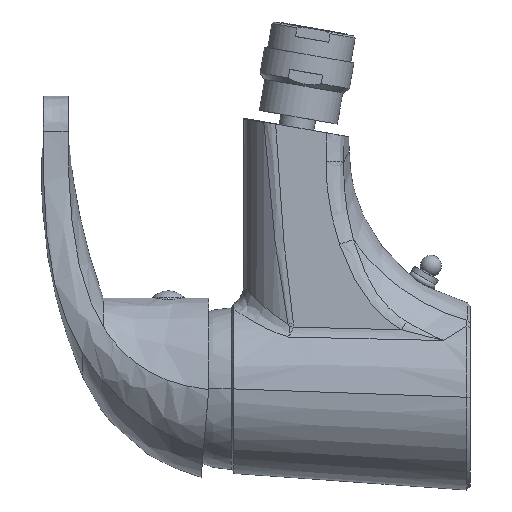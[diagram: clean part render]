
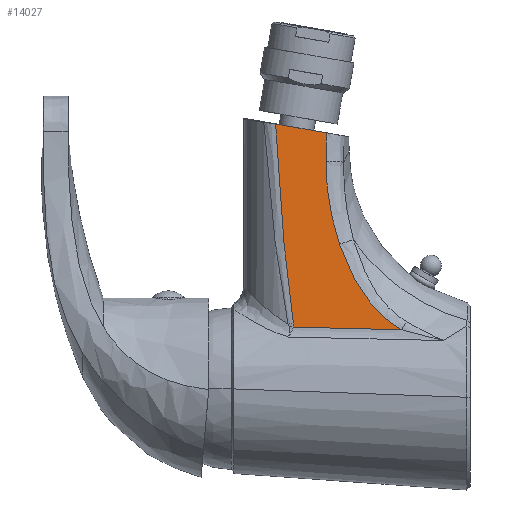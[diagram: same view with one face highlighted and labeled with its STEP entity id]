
A CAD part, left-side view. The second image highlights one B-rep face of the part: STEP entity #14027.
In plain terms, the highlighted planar face has unit normal (-0.998, 0.035, 0.052).
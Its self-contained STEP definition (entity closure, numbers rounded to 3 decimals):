
#2712=CARTESIAN_POINT('',(-18.229,51.409,20.032));
#2726=CARTESIAN_POINT('',(-19.346,20.548,19.292));
#3147=DIRECTION('',(-0.043,-0.984,-0.173));
#3148=VECTOR('',#3147,14.691);
#3149=CARTESIAN_POINT('',(-15.02,56.441,77.88));
#3150=LINE('',#3149,#3148);
#3151=CARTESIAN_POINT('',(-15.659,41.987,75.331));
#3152=CARTESIAN_POINT('',(-15.705,41.999,74.43));
#3153=CARTESIAN_POINT('',(-15.799,42.023,72.628));
#3154=CARTESIAN_POINT('',(-15.94,42.058,69.927));
#3155=CARTESIAN_POINT('',(-16.033,42.083,68.127));
#3156=CARTESIAN_POINT('',(-16.08,42.095,67.227));
#3158=CARTESIAN_POINT('',(-16.08,42.095,67.227));
#3159=CARTESIAN_POINT('',(-16.115,42.104,66.554));
#3160=CARTESIAN_POINT('',(-16.186,42.101,65.197));
#3161=CARTESIAN_POINT('',(-16.297,42.03,63.131));
#3162=CARTESIAN_POINT('',(-16.412,41.891,61.032));
#3163=CARTESIAN_POINT('',(-16.531,41.683,58.903));
#3164=CARTESIAN_POINT('',(-16.653,41.404,56.753));
#3165=CARTESIAN_POINT('',(-16.779,41.054,54.587));
#3166=CARTESIAN_POINT('',(-16.908,40.634,52.407));
#3167=CARTESIAN_POINT('',(-17.04,40.142,50.22));
#3168=CARTESIAN_POINT('',(-17.174,39.581,48.029));
#3169=CARTESIAN_POINT('',(-17.311,38.95,45.84));
#3170=CARTESIAN_POINT('',(-17.404,38.483,44.384));
#3171=CARTESIAN_POINT('',(-17.451,38.237,43.656));
#3173=CARTESIAN_POINT('',(-17.451,38.237,43.656));
#3174=CARTESIAN_POINT('',(-17.496,37.998,42.948));
#3175=CARTESIAN_POINT('',(-17.586,37.506,41.56));
#3176=CARTESIAN_POINT('',(-17.718,36.723,39.564));
#3177=CARTESIAN_POINT('',(-17.846,35.906,37.663));
#3178=CARTESIAN_POINT('',(-17.97,35.059,35.863));
#3179=CARTESIAN_POINT('',(-18.089,34.192,34.17));
#3180=CARTESIAN_POINT('',(-18.203,33.31,32.585));
#3181=CARTESIAN_POINT('',(-18.312,32.42,31.108));
#3182=CARTESIAN_POINT('',(-18.415,31.523,29.735));
#3183=CARTESIAN_POINT('',(-18.513,30.624,28.46));
#3184=CARTESIAN_POINT('',(-18.607,29.723,27.276));
#3185=CARTESIAN_POINT('',(-18.696,28.82,26.178));
#3186=CARTESIAN_POINT('',(-18.781,27.917,25.16));
#3187=CARTESIAN_POINT('',(-18.862,27.012,24.217));
#3188=CARTESIAN_POINT('',(-18.94,26.106,23.342));
#3189=CARTESIAN_POINT('',(-19.014,25.197,22.531));
#3190=CARTESIAN_POINT('',(-19.085,24.285,21.78));
#3191=CARTESIAN_POINT('',(-19.154,23.365,21.083));
#3192=CARTESIAN_POINT('',(-19.22,22.436,20.435));
#3193=CARTESIAN_POINT('',(-19.284,21.498,19.837));
#3194=CARTESIAN_POINT('',(-19.326,20.866,19.469));
#3195=CARTESIAN_POINT('',(-19.346,20.548,19.292));
#3197=CARTESIAN_POINT('',(-19.346,20.548,19.292));
#3198=CARTESIAN_POINT('',(-19.22,24.022,19.376));
#3199=CARTESIAN_POINT('',(-18.97,30.94,19.543));
#3200=CARTESIAN_POINT('',(-18.598,41.228,19.789));
#3201=CARTESIAN_POINT('',(-18.352,48.025,19.952));
#3202=CARTESIAN_POINT('',(-18.229,51.409,20.032));
#3204=CARTESIAN_POINT('',(-18.165,51.411,21.268));
#3205=CARTESIAN_POINT('',(-18.17,51.397,21.181));
#3206=CARTESIAN_POINT('',(-18.179,51.374,21.015));
#3207=CARTESIAN_POINT('',(-18.192,51.356,20.786));
#3208=CARTESIAN_POINT('',(-18.203,51.352,20.575));
#3209=CARTESIAN_POINT('',(-18.213,51.36,20.38));
#3210=CARTESIAN_POINT('',(-18.222,51.379,20.199));
#3211=CARTESIAN_POINT('',(-18.227,51.398,20.087));
#3212=CARTESIAN_POINT('',(-18.229,51.409,20.032));
#3214=CARTESIAN_POINT('',(-15.02,56.441,77.88));
#3215=CARTESIAN_POINT('',(-15.131,56.328,75.843));
#3216=CARTESIAN_POINT('',(-15.342,56.103,71.97));
#3217=CARTESIAN_POINT('',(-15.624,55.783,66.803));
#3218=CARTESIAN_POINT('',(-15.878,55.478,62.166));
#3219=CARTESIAN_POINT('',(-16.106,55.187,58.001));
#3220=CARTESIAN_POINT('',(-16.312,54.911,54.26));
#3221=CARTESIAN_POINT('',(-16.499,54.648,50.877));
#3222=CARTESIAN_POINT('',(-16.669,54.397,47.804));
#3223=CARTESIAN_POINT('',(-16.822,54.16,45.048));
#3224=CARTESIAN_POINT('',(-16.957,53.942,42.618));
#3225=CARTESIAN_POINT('',(-17.079,53.736,40.413));
#3226=CARTESIAN_POINT('',(-17.196,53.533,38.328));
#3227=CARTESIAN_POINT('',(-17.313,53.32,36.24));
#3228=CARTESIAN_POINT('',(-17.432,53.095,34.121));
#3229=CARTESIAN_POINT('',(-17.55,52.86,32.014));
#3230=CARTESIAN_POINT('',(-17.669,52.613,29.913));
#3231=CARTESIAN_POINT('',(-17.789,52.351,27.8));
#3232=CARTESIAN_POINT('',(-17.911,52.069,25.665));
#3233=CARTESIAN_POINT('',(-18.036,51.76,23.496));
#3234=CARTESIAN_POINT('',(-18.121,51.532,22.015));
#3235=CARTESIAN_POINT('',(-18.165,51.411,21.268));
#8632=VERTEX_POINT('',#2712);
#8633=VERTEX_POINT('',#3204);
#8635=VERTEX_POINT('',#2726);
#8639=VERTEX_POINT('',#3173);
#8641=VERTEX_POINT('',#3158);
#9057=CARTESIAN_POINT('',(-15.02,56.441,77.88));
#9058=CARTESIAN_POINT('',(-15.659,41.987,75.331));
#9059=VERTEX_POINT('',#9057);
#9060=VERTEX_POINT('',#9058);
#14009=CARTESIAN_POINT('',(-14.787,58.431,81.));
#14010=DIRECTION('',(-0.998,0.035,0.052));
#14011=DIRECTION('',(-0.035,-0.999,0.));
#14012=AXIS2_PLACEMENT_3D('',#14009,#14010,#14011);
#14013=PLANE('',#14012);
#14015=ORIENTED_EDGE('',*,*,#14014,.T.);
#14017=ORIENTED_EDGE('',*,*,#14016,.T.);
#14018=ORIENTED_EDGE('',*,*,#13923,.T.);
#14019=ORIENTED_EDGE('',*,*,#13996,.T.);
#14020=ORIENTED_EDGE('',*,*,#13213,.T.);
#14022=ORIENTED_EDGE('',*,*,#14021,.F.);
#14024=ORIENTED_EDGE('',*,*,#14023,.F.);
#14025=EDGE_LOOP('',(#14015,#14017,#14018,#14019,#14020,#14022,#14024));
#14026=FACE_OUTER_BOUND('',#14025,.F.);
#14027=ADVANCED_FACE('',(#14026),#14013,.T.);
#3157=B_SPLINE_CURVE_WITH_KNOTS('',3,(#3151,#3152,#3153,#3154,#3155,#3156),
.UNSPECIFIED.,.F.,.F.,(4,1,1,4),(0.,0.333,0.667,1.),
.UNSPECIFIED.);
#3172=B_SPLINE_CURVE_WITH_KNOTS('',3,(#3158,#3159,#3160,#3161,#3162,#3163,#3164,
#3165,#3166,#3167,#3168,#3169,#3170,#3171),.UNSPECIFIED.,.F.,.F.,(4,1,1,1,1,1,1,
1,1,1,1,4),(0.,0.091,0.182,0.273,
0.364,0.455,0.545,0.636,
0.727,0.818,0.909,1.),.UNSPECIFIED.);
#3196=B_SPLINE_CURVE_WITH_KNOTS('',3,(#3173,#3174,#3175,#3176,#3177,#3178,#3179,
#3180,#3181,#3182,#3183,#3184,#3185,#3186,#3187,#3188,#3189,#3190,#3191,#3192,
#3193,#3194,#3195),.UNSPECIFIED.,.F.,.F.,(4,1,1,1,1,1,1,1,1,1,1,1,1,1,1,1,1,1,1,
1,4),(0.,0.05,0.1,0.15,0.2,0.25,0.3,0.35,0.4,0.45,0.5,
0.55,0.6,0.65,0.7,0.75,0.8,0.85,0.9,0.95,1.),.UNSPECIFIED.);
#3203=B_SPLINE_CURVE_WITH_KNOTS('',3,(#3197,#3198,#3199,#3200,#3201,#3202),
.UNSPECIFIED.,.F.,.F.,(4,1,1,4),(0.,0.333,0.667,1.),
.UNSPECIFIED.);
#3213=B_SPLINE_CURVE_WITH_KNOTS('',3,(#3204,#3205,#3206,#3207,#3208,#3209,#3210,
#3211,#3212),.UNSPECIFIED.,.F.,.F.,(4,1,1,1,1,1,4),(0.,0.167,
0.333,0.5,0.667,0.833,1.),
.UNSPECIFIED.);
#3236=B_SPLINE_CURVE_WITH_KNOTS('',3,(#3214,#3215,#3216,#3217,#3218,#3219,#3220,
#3221,#3222,#3223,#3224,#3225,#3226,#3227,#3228,#3229,#3230,#3231,#3232,#3233,
#3234,#3235),.UNSPECIFIED.,.F.,.F.,(4,1,1,1,1,1,1,1,1,1,1,1,1,1,1,1,1,1,1,4),(
0.,0.053,0.105,0.158,0.211,
0.263,0.316,0.368,0.421,
0.474,0.526,0.579,0.632,
0.684,0.737,0.789,0.842,
0.895,0.947,1.),.UNSPECIFIED.);
#13213=EDGE_CURVE('',#8635,#8632,#3203,.T.);
#13923=EDGE_CURVE('',#8641,#8639,#3172,.T.);
#13996=EDGE_CURVE('',#8639,#8635,#3196,.T.);
#14014=EDGE_CURVE('',#9059,#9060,#3150,.T.);
#14016=EDGE_CURVE('',#9060,#8641,#3157,.T.);
#14021=EDGE_CURVE('',#8633,#8632,#3213,.T.);
#14023=EDGE_CURVE('',#9059,#8633,#3236,.T.);
